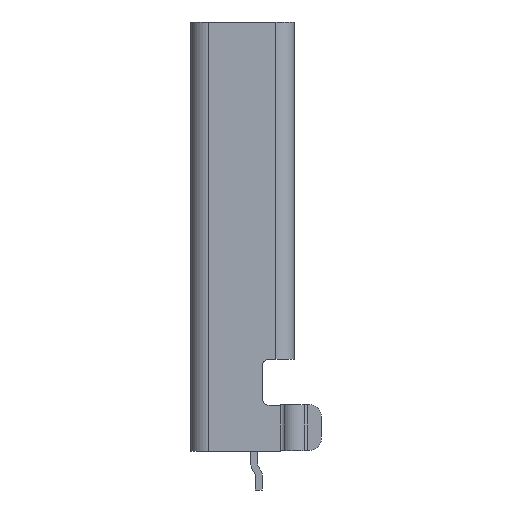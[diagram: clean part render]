
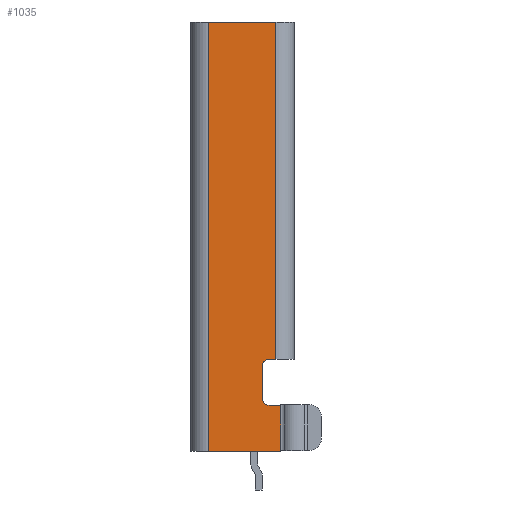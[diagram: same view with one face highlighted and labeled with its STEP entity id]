
A CAD part, left-side view. The second image highlights one B-rep face of the part: STEP entity #1035.
In plain terms, the highlighted planar face has unit normal (-1, 0, 0).
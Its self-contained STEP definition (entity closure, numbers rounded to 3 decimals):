
#106 = EDGE_CURVE ( 'NONE', #7992, #794, #10284, .T. ) ;
#349 = EDGE_LOOP ( 'NONE', ( #10634, #9079, #10347, #8828, #3271, #4291, #5670, #4695, #9427, #1455, #7322, #7633, #4809, #11727 ) ) ;
#400 = EDGE_CURVE ( 'NONE', #7621, #5574, #427, .T. ) ;
#416 = DIRECTION ( 'NONE',  ( 0., 1., 0. ) ) ;
#427 = LINE ( 'NONE', #9915, #3430 ) ;
#444 = CARTESIAN_POINT ( 'NONE',  ( -6., 3.72, -9.35 ) ) ;
#602 = CIRCLE ( 'NONE', #1569, 0.3 ) ;
#782 = CARTESIAN_POINT ( 'NONE',  ( -6., 4.52, -9.35 ) ) ;
#794 = VERTEX_POINT ( 'NONE', #10256 ) ;
#800 = LINE ( 'NONE', #2629, #11041 ) ;
#979 = AXIS2_PLACEMENT_3D ( 'NONE', #3447, #4122, #4240 ) ;
#1035 = ADVANCED_FACE ( 'NONE', ( #11650 ), #7146, .F. ) ;
#1159 = DIRECTION ( 'NONE',  ( 0., 0., 1. ) ) ;
#1168 = CARTESIAN_POINT ( 'NONE',  ( -6., 0.62, -9.35 ) ) ;
#1190 = CARTESIAN_POINT ( 'NONE',  ( -6., 0.62, -9.32 ) ) ;
#1264 = EDGE_CURVE ( 'NONE', #11803, #9547, #9338, .T. ) ;
#1411 = VERTEX_POINT ( 'NONE', #7979 ) ;
#1444 = EDGE_CURVE ( 'NONE', #11102, #7533, #10727, .T. ) ;
#1455 = ORIENTED_EDGE ( 'NONE', *, *, #6531, .T. ) ;
#1485 = VECTOR ( 'NONE', #416, 1000. ) ;
#1569 = AXIS2_PLACEMENT_3D ( 'NONE', #6522, #8364, #6464 ) ;
#1748 = CARTESIAN_POINT ( 'NONE',  ( -6., 3.72, -9.35 ) ) ;
#2225 = DIRECTION ( 'NONE',  ( 1., 0., 0. ) ) ;
#2256 = VERTEX_POINT ( 'NONE', #7201 ) ;
#2312 = LINE ( 'NONE', #9070, #3061 ) ;
#2489 = CARTESIAN_POINT ( 'NONE',  ( -6., 1.4, -5.65 ) ) ;
#2500 = DIRECTION ( 'NONE',  ( 0., 0., 1. ) ) ;
#2629 = CARTESIAN_POINT ( 'NONE',  ( -6., 0.62, -7.35 ) ) ;
#2637 = DIRECTION ( 'NONE',  ( 0., 1., 0. ) ) ;
#2763 = CARTESIAN_POINT ( 'NONE',  ( -6., 0.62, -7.35 ) ) ;
#2872 = VECTOR ( 'NONE', #7002, 1000. ) ;
#2912 = EDGE_CURVE ( 'NONE', #7533, #5574, #11894, .T. ) ;
#2955 = CARTESIAN_POINT ( 'NONE',  ( -6., 4.52, 9.35 ) ) ;
#3061 = VECTOR ( 'NONE', #2500, 1000. ) ;
#3231 = DIRECTION ( 'NONE',  ( 0., 1., 0. ) ) ;
#3271 = ORIENTED_EDGE ( 'NONE', *, *, #8060, .T. ) ;
#3421 = CARTESIAN_POINT ( 'NONE',  ( -6., 1.4, -7.05 ) ) ;
#3430 = VECTOR ( 'NONE', #7962, 1000. ) ;
#3447 = CARTESIAN_POINT ( 'NONE',  ( -6., 1.1, -5.65 ) ) ;
#3571 = LINE ( 'NONE', #7370, #7430 ) ;
#3942 = DIRECTION ( 'NONE',  ( 0., 0., -1. ) ) ;
#4046 = VECTOR ( 'NONE', #3942, 1000. ) ;
#4056 = DIRECTION ( 'NONE',  ( 0., -1., 0. ) ) ;
#4112 = VECTOR ( 'NONE', #9942, 1000. ) ;
#4122 = DIRECTION ( 'NONE',  ( 1., 0., 0. ) ) ;
#4240 = DIRECTION ( 'NONE',  ( 0., 0., -1. ) ) ;
#4291 = ORIENTED_EDGE ( 'NONE', *, *, #106, .F. ) ;
#4695 = ORIENTED_EDGE ( 'NONE', *, *, #9617, .T. ) ;
#4809 = ORIENTED_EDGE ( 'NONE', *, *, #6411, .F. ) ;
#5103 = CARTESIAN_POINT ( 'NONE',  ( -6., 0.582, -9.32 ) ) ;
#5137 = VECTOR ( 'NONE', #1159, 1000. ) ;
#5292 = DIRECTION ( 'NONE',  ( 0., 1., 0. ) ) ;
#5369 = EDGE_CURVE ( 'NONE', #1411, #2256, #11994, .T. ) ;
#5574 = VERTEX_POINT ( 'NONE', #1168 ) ;
#5670 = ORIENTED_EDGE ( 'NONE', *, *, #10664, .T. ) ;
#5783 = LINE ( 'NONE', #9602, #5137 ) ;
#6069 = CARTESIAN_POINT ( 'NONE',  ( -6., 4.52, -9.35 ) ) ;
#6321 = CIRCLE ( 'NONE', #979, 0.3 ) ;
#6411 = EDGE_CURVE ( 'NONE', #11102, #9727, #7726, .T. ) ;
#6464 = DIRECTION ( 'NONE',  ( 0., 0., -1. ) ) ;
#6522 = CARTESIAN_POINT ( 'NONE',  ( -6., 1.1, -7.05 ) ) ;
#6531 = EDGE_CURVE ( 'NONE', #11803, #2256, #6321, .T. ) ;
#6547 = VECTOR ( 'NONE', #11257, 1000. ) ;
#6555 = VECTOR ( 'NONE', #7280, 1000. ) ;
#6557 = CARTESIAN_POINT ( 'NONE',  ( -6., 0.582, -9.32 ) ) ;
#7002 = DIRECTION ( 'NONE',  ( 0., 0., -1. ) ) ;
#7146 = PLANE ( 'NONE',  #11515 ) ;
#7201 = CARTESIAN_POINT ( 'NONE',  ( -6., 1.1, -5.35 ) ) ;
#7280 = DIRECTION ( 'NONE',  ( 0., -1., 0. ) ) ;
#7322 = ORIENTED_EDGE ( 'NONE', *, *, #5369, .F. ) ;
#7370 = CARTESIAN_POINT ( 'NONE',  ( -6., 0.582, -7.32 ) ) ;
#7430 = VECTOR ( 'NONE', #2637, 1000. ) ;
#7533 = VERTEX_POINT ( 'NONE', #1748 ) ;
#7621 = VERTEX_POINT ( 'NONE', #1190 ) ;
#7633 = ORIENTED_EDGE ( 'NONE', *, *, #10157, .T. ) ;
#7681 = VECTOR ( 'NONE', #4056, 1000. ) ;
#7726 = LINE ( 'NONE', #2955, #7681 ) ;
#7962 = DIRECTION ( 'NONE',  ( 0., 0., -1. ) ) ;
#7979 = CARTESIAN_POINT ( 'NONE',  ( -6., 0.8, -5.35 ) ) ;
#7992 = VERTEX_POINT ( 'NONE', #2763 ) ;
#8060 = EDGE_CURVE ( 'NONE', #10293, #794, #3571, .T. ) ;
#8253 = EDGE_CURVE ( 'NONE', #8969, #10293, #2312, .T. ) ;
#8348 = EDGE_CURVE ( 'NONE', #8969, #7621, #9787, .T. ) ;
#8364 = DIRECTION ( 'NONE',  ( 1., 0., 0. ) ) ;
#8393 = CARTESIAN_POINT ( 'NONE',  ( -6., 1.4, -5.35 ) ) ;
#8665 = CARTESIAN_POINT ( 'NONE',  ( -6., 0.8, 9.35 ) ) ;
#8828 = ORIENTED_EDGE ( 'NONE', *, *, #8253, .T. ) ;
#8969 = VERTEX_POINT ( 'NONE', #6557 ) ;
#9070 = CARTESIAN_POINT ( 'NONE',  ( -6., 0.582, -9.32 ) ) ;
#9079 = ORIENTED_EDGE ( 'NONE', *, *, #400, .F. ) ;
#9338 = LINE ( 'NONE', #11211, #4046 ) ;
#9402 = CARTESIAN_POINT ( 'NONE',  ( -6., 1.1, -7.35 ) ) ;
#9427 = ORIENTED_EDGE ( 'NONE', *, *, #1264, .F. ) ;
#9547 = VERTEX_POINT ( 'NONE', #3421 ) ;
#9602 = CARTESIAN_POINT ( 'NONE',  ( -6., 0.8, -9.35 ) ) ;
#9617 = EDGE_CURVE ( 'NONE', #9623, #9547, #602, .T. ) ;
#9623 = VERTEX_POINT ( 'NONE', #9402 ) ;
#9727 = VERTEX_POINT ( 'NONE', #8665 ) ;
#9787 = LINE ( 'NONE', #5103, #1485 ) ;
#9915 = CARTESIAN_POINT ( 'NONE',  ( -6., 0.62, -7.35 ) ) ;
#9942 = DIRECTION ( 'NONE',  ( 0., 0., 1. ) ) ;
#10110 = CARTESIAN_POINT ( 'NONE',  ( -6., 0.582, -7.32 ) ) ;
#10157 = EDGE_CURVE ( 'NONE', #1411, #9727, #5783, .T. ) ;
#10256 = CARTESIAN_POINT ( 'NONE',  ( -6., 0.62, -7.32 ) ) ;
#10284 = LINE ( 'NONE', #11993, #4112 ) ;
#10293 = VERTEX_POINT ( 'NONE', #10110 ) ;
#10347 = ORIENTED_EDGE ( 'NONE', *, *, #8348, .F. ) ;
#10634 = ORIENTED_EDGE ( 'NONE', *, *, #2912, .T. ) ;
#10664 = EDGE_CURVE ( 'NONE', #7992, #9623, #800, .T. ) ;
#10727 = LINE ( 'NONE', #444, #2872 ) ;
#11041 = VECTOR ( 'NONE', #5292, 1000. ) ;
#11102 = VERTEX_POINT ( 'NONE', #12081 ) ;
#11211 = CARTESIAN_POINT ( 'NONE',  ( -6., 1.4, -5.35 ) ) ;
#11257 = DIRECTION ( 'NONE',  ( 0., 1., 0. ) ) ;
#11515 = AXIS2_PLACEMENT_3D ( 'NONE', #6069, #2225, #3231 ) ;
#11650 = FACE_OUTER_BOUND ( 'NONE', #349, .T. ) ;
#11727 = ORIENTED_EDGE ( 'NONE', *, *, #1444, .T. ) ;
#11803 = VERTEX_POINT ( 'NONE', #2489 ) ;
#11894 = LINE ( 'NONE', #782, #6555 ) ;
#11993 = CARTESIAN_POINT ( 'NONE',  ( -6., 0.62, -9.32 ) ) ;
#11994 = LINE ( 'NONE', #8393, #6547 ) ;
#12081 = CARTESIAN_POINT ( 'NONE',  ( -6., 3.72, 9.35 ) ) ;
